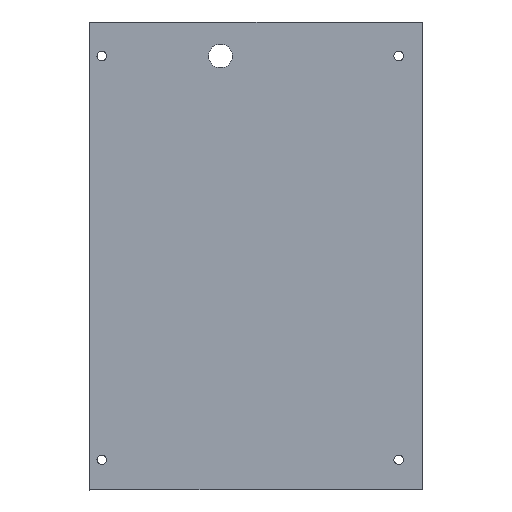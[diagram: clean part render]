
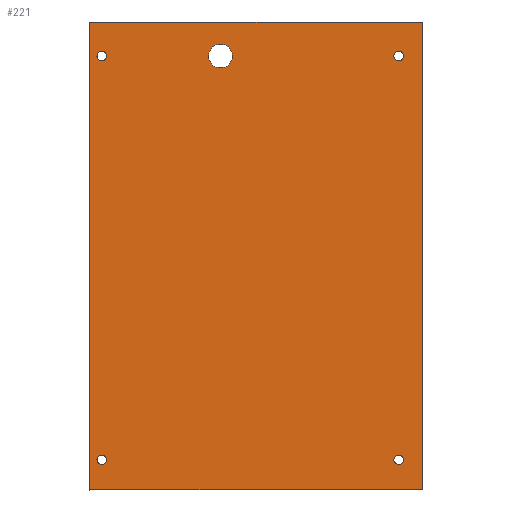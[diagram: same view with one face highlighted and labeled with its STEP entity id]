
A CAD part, top view. The second image highlights one B-rep face of the part: STEP entity #221.
In plain terms, the highlighted planar face has unit normal (0, 0, 1).
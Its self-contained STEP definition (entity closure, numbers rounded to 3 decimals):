
#20=FACE_BOUND('',#58,.T.);
#21=FACE_BOUND('',#59,.T.);
#22=FACE_BOUND('',#60,.T.);
#23=FACE_BOUND('',#61,.T.);
#24=FACE_BOUND('',#62,.T.);
#30=PLANE('',#244);
#41=FACE_OUTER_BOUND('',#57,.T.);
#57=EDGE_LOOP('',(#197,#198,#199,#200));
#58=EDGE_LOOP('',(#201));
#59=EDGE_LOOP('',(#202));
#60=EDGE_LOOP('',(#203));
#61=EDGE_LOOP('',(#204));
#62=EDGE_LOOP('',(#205));
#68=LINE('',#340,#85);
#72=LINE('',#348,#89);
#75=LINE('',#354,#92);
#78=LINE('',#359,#95);
#85=VECTOR('',#284,10.);
#89=VECTOR('',#290,10.);
#92=VECTOR('',#295,10.);
#95=VECTOR('',#300,10.);
#98=CIRCLE('',#226,2.);
#100=CIRCLE('',#229,2.);
#102=CIRCLE('',#232,2.);
#104=CIRCLE('',#235,5.);
#106=CIRCLE('',#238,2.);
#108=VERTEX_POINT('',#310);
#110=VERTEX_POINT('',#316);
#112=VERTEX_POINT('',#322);
#114=VERTEX_POINT('',#328);
#116=VERTEX_POINT('',#334);
#117=VERTEX_POINT('',#338);
#118=VERTEX_POINT('',#339);
#121=VERTEX_POINT('',#347);
#123=VERTEX_POINT('',#353);
#127=EDGE_CURVE('',#108,#108,#98,.T.);
#130=EDGE_CURVE('',#110,#110,#100,.T.);
#133=EDGE_CURVE('',#112,#112,#102,.T.);
#136=EDGE_CURVE('',#114,#114,#104,.T.);
#139=EDGE_CURVE('',#116,#116,#106,.T.);
#140=EDGE_CURVE('',#117,#118,#68,.T.);
#144=EDGE_CURVE('',#121,#117,#72,.T.);
#147=EDGE_CURVE('',#123,#121,#75,.T.);
#150=EDGE_CURVE('',#123,#118,#78,.T.);
#197=ORIENTED_EDGE('',*,*,#150,.T.);
#198=ORIENTED_EDGE('',*,*,#140,.F.);
#199=ORIENTED_EDGE('',*,*,#144,.F.);
#200=ORIENTED_EDGE('',*,*,#147,.F.);
#201=ORIENTED_EDGE('',*,*,#139,.F.);
#202=ORIENTED_EDGE('',*,*,#136,.F.);
#203=ORIENTED_EDGE('',*,*,#133,.F.);
#204=ORIENTED_EDGE('',*,*,#130,.F.);
#205=ORIENTED_EDGE('',*,*,#127,.F.);
#221=ADVANCED_FACE('',(#41,#20,#21,#22,#23,#24),#30,.F.);
#226=AXIS2_PLACEMENT_3D('',#312,#252,#253);
#229=AXIS2_PLACEMENT_3D('',#318,#259,#260);
#232=AXIS2_PLACEMENT_3D('',#324,#266,#267);
#235=AXIS2_PLACEMENT_3D('',#330,#273,#274);
#238=AXIS2_PLACEMENT_3D('',#336,#280,#281);
#244=AXIS2_PLACEMENT_3D('',#362,#304,#305);
#252=DIRECTION('center_axis',(0.,0.,1.));
#253=DIRECTION('ref_axis',(0.,1.,0.));
#259=DIRECTION('center_axis',(0.,0.,1.));
#260=DIRECTION('ref_axis',(0.,1.,0.));
#266=DIRECTION('center_axis',(0.,0.,1.));
#267=DIRECTION('ref_axis',(0.,1.,0.));
#273=DIRECTION('center_axis',(0.,0.,1.));
#274=DIRECTION('ref_axis',(0.,1.,0.));
#280=DIRECTION('center_axis',(0.,0.,1.));
#281=DIRECTION('ref_axis',(0.,1.,0.));
#284=DIRECTION('',(1.,0.,0.));
#290=DIRECTION('',(0.,1.,0.));
#295=DIRECTION('',(-1.,0.,0.));
#300=DIRECTION('',(0.,1.,0.));
#304=DIRECTION('center_axis',(0.,0.,-1.));
#305=DIRECTION('ref_axis',(0.,1.,0.));
#310=CARTESIAN_POINT('',(-84.985,73.,-117.117));
#312=CARTESIAN_POINT('Origin',(-84.985,75.,-117.117));
#316=CARTESIAN_POINT('',(40.015,-97.,-117.101));
#318=CARTESIAN_POINT('Origin',(40.015,-95.,-117.101));
#322=CARTESIAN_POINT('',(40.015,73.,-117.101));
#324=CARTESIAN_POINT('Origin',(40.015,75.,-117.101));
#328=CARTESIAN_POINT('',(-34.985,70.,-117.111));
#330=CARTESIAN_POINT('Origin',(-34.985,75.,-117.111));
#334=CARTESIAN_POINT('',(-84.985,-97.,-117.117));
#336=CARTESIAN_POINT('Origin',(-84.985,-95.,-117.117));
#338=CARTESIAN_POINT('',(-90.084,89.328,-117.118));
#339=CARTESIAN_POINT('',(50.,89.328,-117.1));
#340=CARTESIAN_POINT('',(-90.084,89.328,-117.118));
#347=CARTESIAN_POINT('',(-90.,-107.672,-117.118));
#348=CARTESIAN_POINT('',(-90.,-107.672,-117.118));
#353=CARTESIAN_POINT('',(50.,-107.672,-117.1));
#354=CARTESIAN_POINT('',(50.,-107.672,-117.1));
#359=CARTESIAN_POINT('',(50.,-107.672,-117.1));
#362=CARTESIAN_POINT('Origin',(-20.042,-9.172,-117.109));
